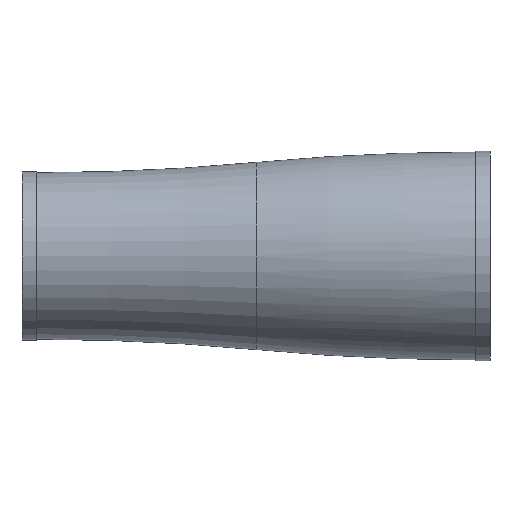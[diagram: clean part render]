
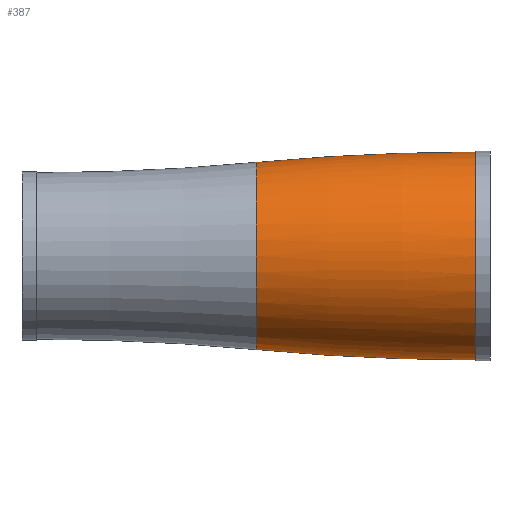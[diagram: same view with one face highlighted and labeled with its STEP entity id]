
A CAD part, front view. The second image highlights one B-rep face of the part: STEP entity #387.
In plain terms, the highlighted toroidal (fillet/blend) face has major radius 595.852 mm and minor radius 623.602 mm.
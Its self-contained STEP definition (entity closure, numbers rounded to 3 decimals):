
#4 = AXIS2_PLACEMENT_3D ( 'NONE', #593, #615, #621 ) ;
#7 = AXIS2_PLACEMENT_3D ( 'NONE', #572, #577, #578 ) ;
#127 = DIRECTION ( 'NONE',  ( 1., 0., 0. ) ) ;
#163 = CARTESIAN_POINT ( 'NONE',  ( -62.5, 0., 25. ) ) ;
#165 = VERTEX_POINT ( 'NONE', #831 ) ;
#216 = VERTEX_POINT ( 'NONE', #724 ) ;
#237 = CIRCLE ( 'NONE', #886, 25. ) ;
#263 = ORIENTED_EDGE ( 'NONE', *, *, #976, .T. ) ;
#265 = ORIENTED_EDGE ( 'NONE', *, *, #562, .F. ) ;
#339 = DIRECTION ( 'NONE',  ( 0., 0., -1. ) ) ;
#358 = DIRECTION ( 'NONE',  ( 1., 0., 0. ) ) ;
#387 = ADVANCED_FACE ( 'NONE', ( #395 ), #406, .T. ) ;
#395 = FACE_OUTER_BOUND ( 'NONE', #750, .T. ) ;
#398 = EDGE_CURVE ( 'NONE', #424, #1017, #237, .T. ) ;
#406 = TOROIDAL_SURFACE ( 'NONE', #794, -595.852, 623.602 ) ;
#424 = VERTEX_POINT ( 'NONE', #163 ) ;
#432 = CIRCLE ( 'NONE', #7, 623.602 ) ;
#453 = CARTESIAN_POINT ( 'NONE',  ( -4., 0., 0. ) ) ;
#476 = ORIENTED_EDGE ( 'NONE', *, *, #398, .T. ) ;
#484 = AXIS2_PLACEMENT_3D ( 'NONE', #453, #358, #339 ) ;
#559 = ORIENTED_EDGE ( 'NONE', *, *, #953, .F. ) ;
#562 = EDGE_CURVE ( 'NONE', #216, #165, #848, .T. ) ;
#572 = CARTESIAN_POINT ( 'NONE',  ( -4., 0., -595.852 ) ) ;
#577 = DIRECTION ( 'NONE',  ( 0., 1., 0. ) ) ;
#578 = DIRECTION ( 'NONE',  ( 0., 0., 1. ) ) ;
#593 = CARTESIAN_POINT ( 'NONE',  ( -4., 0., 595.852 ) ) ;
#615 = DIRECTION ( 'NONE',  ( 0., -1., 0. ) ) ;
#621 = DIRECTION ( 'NONE',  ( 0., 0., -1. ) ) ;
#637 = CARTESIAN_POINT ( 'NONE',  ( -62.5, 0., -25. ) ) ;
#722 = CARTESIAN_POINT ( 'NONE',  ( -4., 0., 0. ) ) ;
#724 = CARTESIAN_POINT ( 'NONE',  ( -4., 0., 27.75 ) ) ;
#750 = EDGE_LOOP ( 'NONE', ( #559, #476, #263, #265 ) ) ;
#794 = AXIS2_PLACEMENT_3D ( 'NONE', #722, #127, #878 ) ;
#831 = CARTESIAN_POINT ( 'NONE',  ( -4., 0., -27.75 ) ) ;
#848 = CIRCLE ( 'NONE', #484, 27.75 ) ;
#878 = DIRECTION ( 'NONE',  ( 0., 0., -1. ) ) ;
#886 = AXIS2_PLACEMENT_3D ( 'NONE', #943, #934, #970 ) ;
#934 = DIRECTION ( 'NONE',  ( 1., 0., 0. ) ) ;
#943 = CARTESIAN_POINT ( 'NONE',  ( -62.5, 0., 0. ) ) ;
#953 = EDGE_CURVE ( 'NONE', #424, #216, #432, .T. ) ;
#970 = DIRECTION ( 'NONE',  ( 0., 0., -1. ) ) ;
#976 = EDGE_CURVE ( 'NONE', #1017, #165, #1018, .T. ) ;
#1017 = VERTEX_POINT ( 'NONE', #637 ) ;
#1018 = CIRCLE ( 'NONE', #4, 623.602 ) ;
